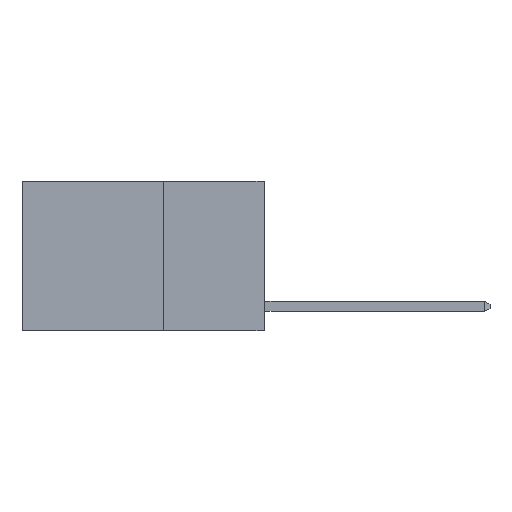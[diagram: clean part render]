
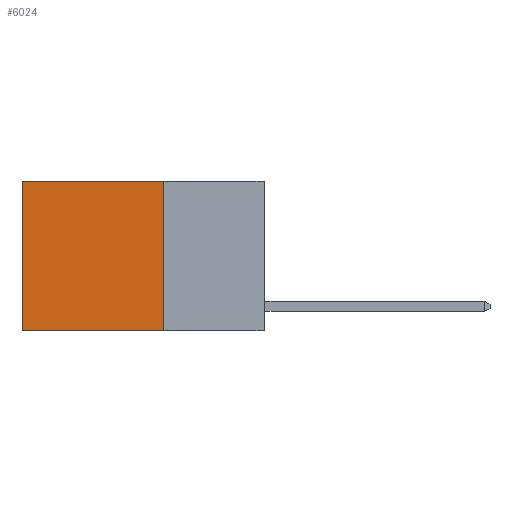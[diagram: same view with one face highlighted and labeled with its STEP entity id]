
A CAD part, left-side view. The second image highlights one B-rep face of the part: STEP entity #6024.
In plain terms, the highlighted planar face has unit normal (-1, 0, 0).
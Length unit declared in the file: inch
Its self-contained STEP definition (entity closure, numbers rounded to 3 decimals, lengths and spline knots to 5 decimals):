
#601 = DIRECTION ( 'NONE',  ( 1., 0., 0. ) ) ;
#1228 = CARTESIAN_POINT ( 'NONE',  ( 0.2625, 0.25, 0. ) ) ;
#1328 = EDGE_CURVE ( 'NONE', #9631, #8039, #7239, .T. ) ;
#1544 = DIRECTION ( 'NONE',  ( 0., 1., 0. ) ) ;
#1739 = ORIENTED_EDGE ( 'NONE', *, *, #1328, .T. ) ;
#2150 = DIRECTION ( 'NONE',  ( 0., 1., 0. ) ) ;
#2373 = VECTOR ( 'NONE', #2150, 39.37008 ) ;
#2388 = VECTOR ( 'NONE', #11190, 39.37008 ) ;
#2682 = VERTEX_POINT ( 'NONE', #11436 ) ;
#2741 = LINE ( 'NONE', #7182, #4588 ) ;
#2850 = EDGE_CURVE ( 'NONE', #2682, #10056, #2741, .T. ) ;
#2858 = CARTESIAN_POINT ( 'NONE',  ( 0.2625, 0.25, -0.37 ) ) ;
#3335 = PLANE ( 'NONE',  #10833 ) ;
#3443 = CARTESIAN_POINT ( 'NONE',  ( 0.2625, 0.6, -0.37 ) ) ;
#3944 = FACE_OUTER_BOUND ( 'NONE', #9312, .T. ) ;
#4183 = EDGE_CURVE ( 'NONE', #10056, #8039, #11438, .T. ) ;
#4482 = DIRECTION ( 'NONE',  ( 0., 0., -1. ) ) ;
#4588 = VECTOR ( 'NONE', #4482, 39.37008 ) ;
#6024 = ADVANCED_FACE ( 'NONE', ( #3944 ), #3335, .F. ) ;
#6054 = CARTESIAN_POINT ( 'NONE',  ( 0.2625, 0.25, 0. ) ) ;
#6440 = ORIENTED_EDGE ( 'NONE', *, *, #10841, .T. ) ;
#6620 = ORIENTED_EDGE ( 'NONE', *, *, #4183, .F. ) ;
#6932 = LINE ( 'NONE', #1228, #2373 ) ;
#6980 = DIRECTION ( 'NONE',  ( 0., 0., -1. ) ) ;
#7182 = CARTESIAN_POINT ( 'NONE',  ( 0.2625, 0.25, 0. ) ) ;
#7239 = LINE ( 'NONE', #11156, #2388 ) ;
#8039 = VERTEX_POINT ( 'NONE', #3443 ) ;
#8819 = CARTESIAN_POINT ( 'NONE',  ( 0.2625, 0.25, -0.37 ) ) ;
#9082 = VECTOR ( 'NONE', #1544, 39.37008 ) ;
#9312 = EDGE_LOOP ( 'NONE', ( #1739, #6620, #11555, #6440 ) ) ;
#9631 = VERTEX_POINT ( 'NONE', #10347 ) ;
#10056 = VERTEX_POINT ( 'NONE', #2858 ) ;
#10347 = CARTESIAN_POINT ( 'NONE',  ( 0.2625, 0.6, 0. ) ) ;
#10833 = AXIS2_PLACEMENT_3D ( 'NONE', #6054, #601, #6980 ) ;
#10841 = EDGE_CURVE ( 'NONE', #2682, #9631, #6932, .T. ) ;
#11156 = CARTESIAN_POINT ( 'NONE',  ( 0.2625, 0.6, 0. ) ) ;
#11190 = DIRECTION ( 'NONE',  ( 0., 0., -1. ) ) ;
#11436 = CARTESIAN_POINT ( 'NONE',  ( 0.2625, 0.25, 0. ) ) ;
#11438 = LINE ( 'NONE', #8819, #9082 ) ;
#11555 = ORIENTED_EDGE ( 'NONE', *, *, #2850, .F. ) ;
